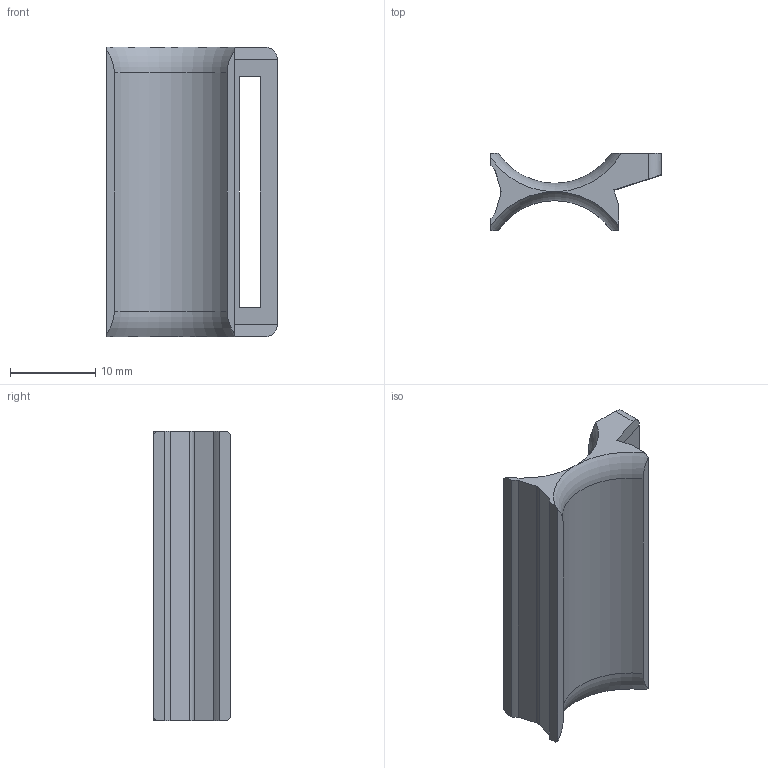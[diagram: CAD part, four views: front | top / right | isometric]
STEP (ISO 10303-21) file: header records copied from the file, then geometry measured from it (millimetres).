
FILE_DESCRIPTION((''),'2;1');
FILE_NAME('1196162','2012-08-13T',('AndreasKeweloh'),(''),'PRO/ENGINEER BY PARAMETRIC TECHNOLOGY CORPORATION, 2012130','PRO/ENGINEER BY PARAMETRIC TECHNOLOGY CORPORATION, 2012130','');
FILE_SCHEMA(('CONFIG_CONTROL_DESIGN'));
Length unit declared in the file: millimetre
Products named in the file (1): 1196162
Bounding box: 20 x 9 x 34 mm (x, y, z)
Volume: 2349.9 mm3; surface area: 2343.2 mm2
Topology: 1 solids, 1 shells, 195 faces, 555 edges, 368 vertices
Faces by surface type: plane 183, cylinder 8, torus 4
Entity records: 6339 total; most frequent: CARTESIAN_POINT 1433, ORIENTED_EDGE 1110, DIRECTION 855, EDGE_CURVE 555, VECTOR 387, LINE 387, VERTEX_POINT 368, AXIS2_PLACEMENT_3D 234
